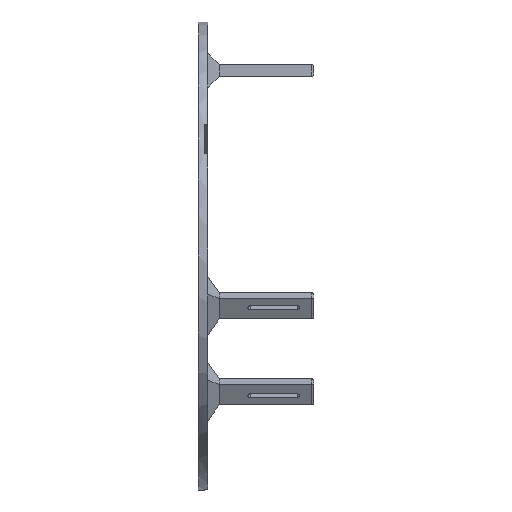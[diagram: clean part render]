
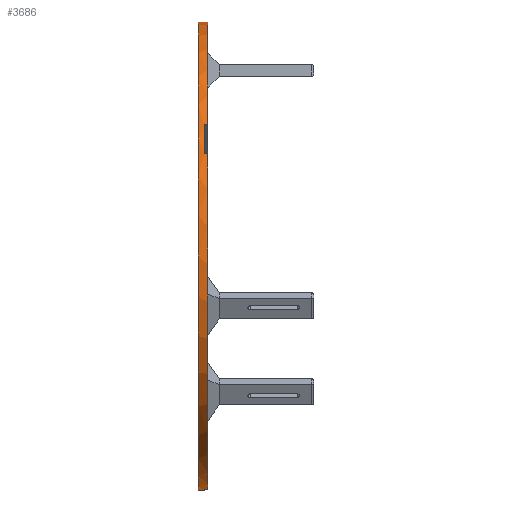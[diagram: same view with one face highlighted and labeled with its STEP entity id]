
A CAD part, left-side view. The second image highlights one B-rep face of the part: STEP entity #3686.
In plain terms, the highlighted cylindrical face has radius 99 mm (diameter 198 mm), a partial arc.
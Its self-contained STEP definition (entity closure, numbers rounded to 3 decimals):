
#35 = AXIS2_PLACEMENT_3D ( 'NONE', #1088, #4388, #5415 ) ;
#68 = CARTESIAN_POINT ( 'NONE',  ( 0., 0., 99. ) ) ;
#105 = CARTESIAN_POINT ( 'NONE',  ( -89.066, 1.4, 43.224 ) ) ;
#128 = VECTOR ( 'NONE', #3750, 1000. ) ;
#286 = LINE ( 'NONE', #695, #128 ) ;
#351 = CARTESIAN_POINT ( 'NONE',  ( -81.966, 1.4, 55.521 ) ) ;
#359 = DIRECTION ( 'NONE',  ( 0., 0., -1. ) ) ;
#388 = DIRECTION ( 'NONE',  ( 0., -1., 0. ) ) ;
#390 = VERTEX_POINT ( 'NONE', #3237 ) ;
#406 = ORIENTED_EDGE ( 'NONE', *, *, #2539, .F. ) ;
#480 = DIRECTION ( 'NONE',  ( 0., -1., 0. ) ) ;
#525 = FACE_OUTER_BOUND ( 'NONE', #799, .T. ) ;
#564 = DIRECTION ( 'NONE',  ( 0., -1., 0. ) ) ;
#627 = EDGE_CURVE ( 'NONE', #5292, #5831, #4605, .T. ) ;
#629 = ORIENTED_EDGE ( 'NONE', *, *, #942, .T. ) ;
#695 = CARTESIAN_POINT ( 'NONE',  ( -7.1, 4., -98.745 ) ) ;
#798 = DIRECTION ( 'NONE',  ( 0., 0., 1. ) ) ;
#799 = EDGE_LOOP ( 'NONE', ( #5890, #1576, #629, #2134, #923, #3926, #4754, #1320, #406, #5387 ) ) ;
#923 = ORIENTED_EDGE ( 'NONE', *, *, #3350, .F. ) ;
#938 = VECTOR ( 'NONE', #3958, 1000. ) ;
#942 = EDGE_CURVE ( 'NONE', #2022, #4693, #3402, .T. ) ;
#967 = CIRCLE ( 'NONE', #5617, 99. ) ;
#1013 = CARTESIAN_POINT ( 'NONE',  ( 0., 4., 0. ) ) ;
#1088 = CARTESIAN_POINT ( 'NONE',  ( 0., 4., 0. ) ) ;
#1121 = VECTOR ( 'NONE', #564, 1000. ) ;
#1320 = ORIENTED_EDGE ( 'NONE', *, *, #627, .F. ) ;
#1576 = ORIENTED_EDGE ( 'NONE', *, *, #4111, .F. ) ;
#1609 = DIRECTION ( 'NONE',  ( 0., 1., 0. ) ) ;
#2022 = VERTEX_POINT ( 'NONE', #4688 ) ;
#2066 = DIRECTION ( 'NONE',  ( 0., 1., 0. ) ) ;
#2134 = ORIENTED_EDGE ( 'NONE', *, *, #4953, .F. ) ;
#2275 = CARTESIAN_POINT ( 'NONE',  ( -89.066, 4., 43.224 ) ) ;
#2349 = EDGE_CURVE ( 'NONE', #3876, #2380, #5026, .T. ) ;
#2380 = VERTEX_POINT ( 'NONE', #68 ) ;
#2478 = DIRECTION ( 'NONE',  ( 0., 0., -1. ) ) ;
#2526 = CARTESIAN_POINT ( 'NONE',  ( 0., 0., 0. ) ) ;
#2536 = CARTESIAN_POINT ( 'NONE',  ( 0., 1.4, -99. ) ) ;
#2537 = AXIS2_PLACEMENT_3D ( 'NONE', #3506, #3036, #4022 ) ;
#2539 = EDGE_CURVE ( 'NONE', #4405, #5292, #3552, .T. ) ;
#2765 = LINE ( 'NONE', #2275, #5527 ) ;
#2820 = CARTESIAN_POINT ( 'NONE',  ( -7.1, 0., -98.745 ) ) ;
#2922 = AXIS2_PLACEMENT_3D ( 'NONE', #2928, #480, #359 ) ;
#2928 = CARTESIAN_POINT ( 'NONE',  ( 0., 1.4, 0. ) ) ;
#2974 = DIRECTION ( 'NONE',  ( 0., -1., 0. ) ) ;
#3036 = DIRECTION ( 'NONE',  ( 0., -1., 0. ) ) ;
#3115 = CARTESIAN_POINT ( 'NONE',  ( -81.966, 4., 55.521 ) ) ;
#3177 = EDGE_CURVE ( 'NONE', #4405, #2380, #5280, .T. ) ;
#3237 = CARTESIAN_POINT ( 'NONE',  ( -7.1, 1.4, -98.745 ) ) ;
#3350 = EDGE_CURVE ( 'NONE', #4002, #390, #286, .T. ) ;
#3402 = LINE ( 'NONE', #3944, #1121 ) ;
#3407 = VECTOR ( 'NONE', #2066, 1000. ) ;
#3506 = CARTESIAN_POINT ( 'NONE',  ( 0., 1.4, 0. ) ) ;
#3517 = AXIS2_PLACEMENT_3D ( 'NONE', #4653, #6071, #798 ) ;
#3552 = LINE ( 'NONE', #3115, #3407 ) ;
#3686 = ADVANCED_FACE ( 'NONE', ( #525 ), #5437, .T. ) ;
#3750 = DIRECTION ( 'NONE',  ( 0., 1., 0. ) ) ;
#3876 = VERTEX_POINT ( 'NONE', #4857 ) ;
#3926 = ORIENTED_EDGE ( 'NONE', *, *, #5029, .T. ) ;
#3944 = CARTESIAN_POINT ( 'NONE',  ( 0., 4., -99. ) ) ;
#3958 = DIRECTION ( 'NONE',  ( 0., -1., 0. ) ) ;
#4002 = VERTEX_POINT ( 'NONE', #2820 ) ;
#4016 = DIRECTION ( 'NONE',  ( 0., 0., 1. ) ) ;
#4022 = DIRECTION ( 'NONE',  ( 0., 0., -1. ) ) ;
#4089 = CARTESIAN_POINT ( 'NONE',  ( 0., 4., 99. ) ) ;
#4111 = EDGE_CURVE ( 'NONE', #2022, #3876, #4966, .T. ) ;
#4388 = DIRECTION ( 'NONE',  ( 0., 1., 0. ) ) ;
#4405 = VERTEX_POINT ( 'NONE', #6249 ) ;
#4605 = CIRCLE ( 'NONE', #2537, 99. ) ;
#4608 = VERTEX_POINT ( 'NONE', #5030 ) ;
#4653 = CARTESIAN_POINT ( 'NONE',  ( 0., 0., 0. ) ) ;
#4688 = CARTESIAN_POINT ( 'NONE',  ( 0., 4., -99. ) ) ;
#4693 = VERTEX_POINT ( 'NONE', #2536 ) ;
#4754 = ORIENTED_EDGE ( 'NONE', *, *, #5951, .F. ) ;
#4857 = CARTESIAN_POINT ( 'NONE',  ( 0., 4., 99. ) ) ;
#4953 = EDGE_CURVE ( 'NONE', #390, #4693, #5513, .T. ) ;
#4966 = CIRCLE ( 'NONE', #35, 99. ) ;
#5026 = LINE ( 'NONE', #4089, #938 ) ;
#5029 = EDGE_CURVE ( 'NONE', #4002, #4608, #967, .T. ) ;
#5030 = CARTESIAN_POINT ( 'NONE',  ( -89.066, 0., 43.224 ) ) ;
#5280 = CIRCLE ( 'NONE', #3517, 99. ) ;
#5292 = VERTEX_POINT ( 'NONE', #351 ) ;
#5387 = ORIENTED_EDGE ( 'NONE', *, *, #3177, .T. ) ;
#5415 = DIRECTION ( 'NONE',  ( 0., 0., 1. ) ) ;
#5437 = CYLINDRICAL_SURFACE ( 'NONE', #5808, 99. ) ;
#5513 = CIRCLE ( 'NONE', #2922, 99. ) ;
#5527 = VECTOR ( 'NONE', #388, 1000. ) ;
#5617 = AXIS2_PLACEMENT_3D ( 'NONE', #2526, #1609, #4016 ) ;
#5808 = AXIS2_PLACEMENT_3D ( 'NONE', #1013, #2974, #2478 ) ;
#5831 = VERTEX_POINT ( 'NONE', #105 ) ;
#5890 = ORIENTED_EDGE ( 'NONE', *, *, #2349, .F. ) ;
#5951 = EDGE_CURVE ( 'NONE', #5831, #4608, #2765, .T. ) ;
#6071 = DIRECTION ( 'NONE',  ( 0., 1., 0. ) ) ;
#6249 = CARTESIAN_POINT ( 'NONE',  ( -81.966, 0., 55.521 ) ) ;
